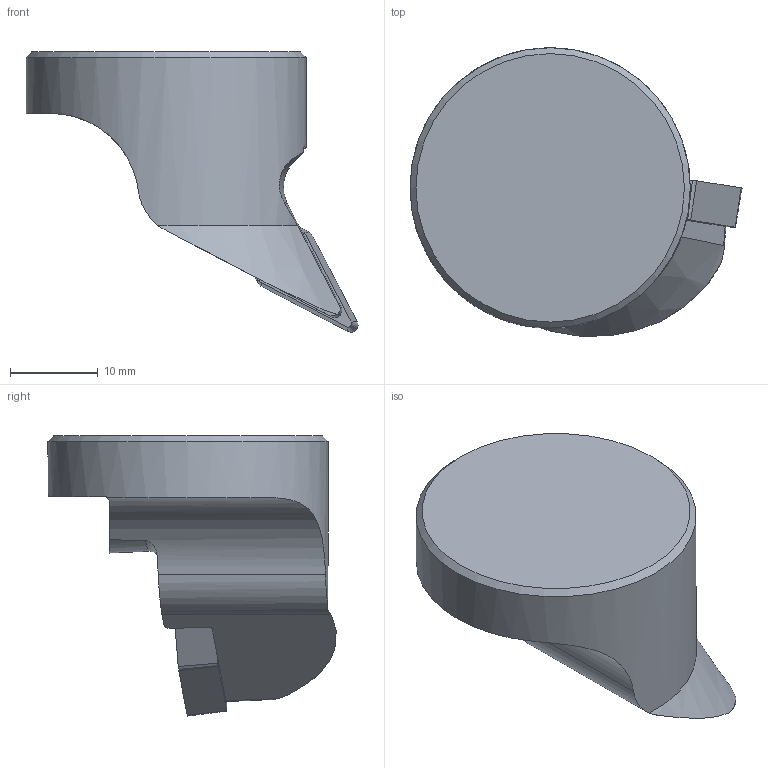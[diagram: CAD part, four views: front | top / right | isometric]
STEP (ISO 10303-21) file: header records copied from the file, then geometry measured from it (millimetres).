
FILE_DESCRIPTION(/* description */ (''),/* implementation_level */ '2;1');
FILE_NAME(/* name */ '1572927988207.stp',/* time_stamp */ '2019-11-05T09:56:55+05:00',/* author */ (''),/* organization */ ('SMS'),/* preprocessor_version */ 'ST-DEVELOPER v16.7',/* originating_system */ 'SIEMENS PLM Software NX 12.0',/* authorisation */ '');
FILE_SCHEMA (('AUTOMOTIVE_DESIGN { 1 0 10303 214 3 1 1 1 }'));
Length unit declared in the file: millimetre
Products named in the file (4): ASSEMBLY_CONSTRUCTION; 202599710mod000_00; 202599787mod000_00; 202599785mod000_00
Assembly tree (3 placements, depth 2):
  202599785mod000_00
    202599787mod000_00
    202599710mod000_00
    ASSEMBLY_CONSTRUCTION
Bounding box: 37.9 x 32.91 x 32 mm (x, y, z)
Volume: 11276.1 mm3; surface area: 3973.2 mm2
Topology: 2 solids, 2 shells, 63 faces, 163 edges, 111 vertices
Faces by surface type: plane 28, cylinder 22, cone 7, torus 5, extrusion 1
Full cylindrical faces by diameter (mm): 4.638 x2, 32 x1
Entity records: 2245 total; most frequent: CARTESIAN_POINT 565, DIRECTION 336, ORIENTED_EDGE 310, EDGE_CURVE 155, AXIS2_PLACEMENT_3D 129, VERTEX_POINT 101, VECTOR 78, LINE 77
